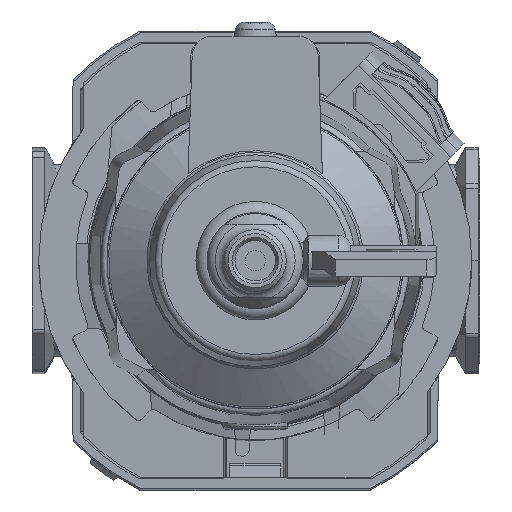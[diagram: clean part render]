
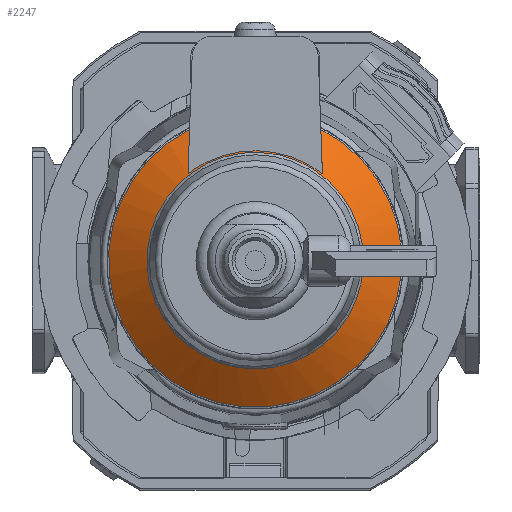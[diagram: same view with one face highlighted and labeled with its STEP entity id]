
A CAD part, front view. The second image highlights one B-rep face of the part: STEP entity #2247.
In plain terms, the highlighted conical face has half-angle 55 degrees and reference radius 23.023 mm.
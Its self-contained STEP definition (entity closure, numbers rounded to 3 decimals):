
#2247 = ADVANCED_FACE( '', ( #5132, #5133 ), #5134, .T. );
#5132 = FACE_BOUND( '', #8803, .T. );
#5133 = FACE_OUTER_BOUND( '', #8804, .T. );
#5134 = CONICAL_SURFACE( '', #8805, 23.023, 0.96 );
#8803 = EDGE_LOOP( '', ( #15388 ) );
#8804 = EDGE_LOOP( '', ( #15389, #15390, #15391, #15392 ) );
#8805 = AXIS2_PLACEMENT_3D( '', #15393, #15394, #15395 );
#15388 = ORIENTED_EDGE( '', *, *, #24026, .F. );
#15389 = ORIENTED_EDGE( '', *, *, #24027, .F. );
#15390 = ORIENTED_EDGE( '', *, *, #23565, .T. );
#15391 = ORIENTED_EDGE( '', *, *, #22139, .T. );
#15392 = ORIENTED_EDGE( '', *, *, #24028, .T. );
#15393 = CARTESIAN_POINT( '', ( 0., 8.923, 0. ) );
#15394 = DIRECTION( '', ( 0., 1., 0. ) );
#15395 = DIRECTION( '', ( 0., 0., 1. ) );
#22139 = EDGE_CURVE( '', #26480, #26478, #26481, .T. );
#23565 = EDGE_CURVE( '', #28858, #26480, #28859, .T. );
#24026 = EDGE_CURVE( '', #29578, #29578, #29579, .T. );
#24027 = EDGE_CURVE( '', #28858, #29580, #29581, .T. );
#24028 = EDGE_CURVE( '', #26478, #29580, #29582, .T. );
#26478 = VERTEX_POINT( '', #32882 );
#26480 = VERTEX_POINT( '', #32887 );
#26481 = CIRCLE( '', #32888, 23.023 );
#28858 = VERTEX_POINT( '', #37298 );
#28859 = B_SPLINE_CURVE_WITH_KNOTS( '', 3, ( #37299, #37300, #37301, #37302, #37303, #37304 ), .UNSPECIFIED., .F., .F., ( 4, 2, 4 ), ( 0., 0.004, 0.008 ), .UNSPECIFIED. );
#29578 = VERTEX_POINT( '', #38597 );
#29579 = CIRCLE( '', #38598, 17.004 );
#29580 = VERTEX_POINT( '', #38599 );
#29581 = CIRCLE( '', #38600, 17.246 );
#29582 = B_SPLINE_CURVE_WITH_KNOTS( '', 3, ( #38601, #38602, #38603, #38604, #38605, #38606 ), .UNSPECIFIED., .F., .F., ( 4, 2, 4 ), ( 0., 0.004, 0.008 ), .UNSPECIFIED. );
#32882 = CARTESIAN_POINT( '', ( 10.302, 8.923, 20.589 ) );
#32887 = CARTESIAN_POINT( '', ( -10.302, 8.923, 20.589 ) );
#32888 = AXIS2_PLACEMENT_3D( '', #42896, #42897, #42898 );
#37298 = CARTESIAN_POINT( '', ( -10.544, 4.878, 13.646 ) );
#37299 = CARTESIAN_POINT( '', ( -10.544, 4.878, 13.646 ) );
#37300 = CARTESIAN_POINT( '', ( -10.503, 5.514, 14.826 ) );
#37301 = CARTESIAN_POINT( '', ( -10.463, 6.175, 15.99 ) );
#37302 = CARTESIAN_POINT( '', ( -10.382, 7.529, 18.302 ) );
#37303 = CARTESIAN_POINT( '', ( -10.342, 8.221, 19.448 ) );
#37304 = CARTESIAN_POINT( '', ( -10.302, 8.923, 20.589 ) );
#38597 = CARTESIAN_POINT( '', ( 0., 4.709, -17.004 ) );
#38598 = AXIS2_PLACEMENT_3D( '', #45088, #45089, #45090 );
#38599 = CARTESIAN_POINT( '', ( 10.544, 4.878, 13.646 ) );
#38600 = AXIS2_PLACEMENT_3D( '', #45091, #45092, #45093 );
#38601 = CARTESIAN_POINT( '', ( 10.302, 8.923, 20.589 ) );
#38602 = CARTESIAN_POINT( '', ( 10.342, 8.221, 19.448 ) );
#38603 = CARTESIAN_POINT( '', ( 10.382, 7.529, 18.302 ) );
#38604 = CARTESIAN_POINT( '', ( 10.463, 6.175, 15.99 ) );
#38605 = CARTESIAN_POINT( '', ( 10.503, 5.514, 14.826 ) );
#38606 = CARTESIAN_POINT( '', ( 10.544, 4.878, 13.646 ) );
#42896 = CARTESIAN_POINT( '', ( 0., 8.923, 0. ) );
#42897 = DIRECTION( '', ( 0., -1., 0. ) );
#42898 = DIRECTION( '', ( 0., 0., -1. ) );
#45088 = CARTESIAN_POINT( '', ( 0., 4.709, 0. ) );
#45089 = DIRECTION( '', ( 0., -1., 0. ) );
#45090 = DIRECTION( '', ( 0., 0., -1. ) );
#45091 = CARTESIAN_POINT( '', ( 0., 4.878, 0. ) );
#45092 = DIRECTION( '', ( 0., 1., 0. ) );
#45093 = DIRECTION( '', ( 0., 0., 1. ) );
